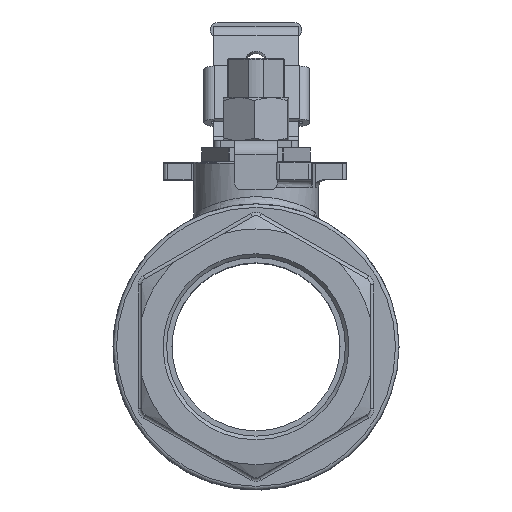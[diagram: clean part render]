
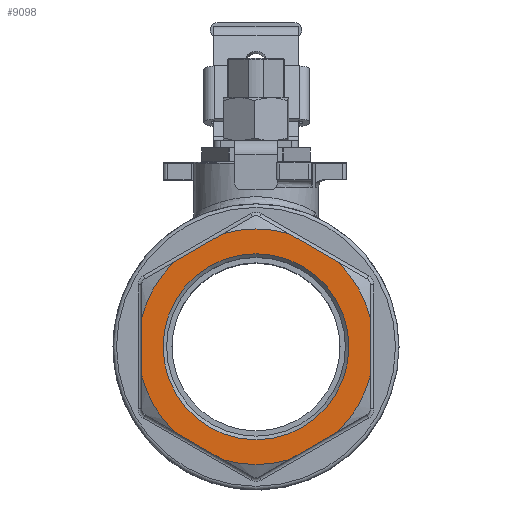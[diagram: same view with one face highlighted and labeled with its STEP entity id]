
A CAD part, top view. The second image highlights one B-rep face of the part: STEP entity #9098.
In plain terms, the highlighted planar face has unit normal (0, 0, 1).
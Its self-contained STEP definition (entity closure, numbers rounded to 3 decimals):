
#273=PLANE('',#9954);
#494=FACE_BOUND('',#1413,.T.);
#892=FACE_OUTER_BOUND('',#1412,.T.);
#1412=EDGE_LOOP('',(#6507,#6508,#6509,#6510,#6511,#6512,#6513,#6514,#6515,
#6516,#6517,#6518));
#1413=EDGE_LOOP('',(#6519));
#2016=CIRCLE('',#9953,26.);
#2017=CIRCLE('',#9955,32.95);
#2018=CIRCLE('',#9956,32.95);
#2019=CIRCLE('',#9957,32.95);
#2020=CIRCLE('',#9958,32.95);
#2021=CIRCLE('',#9959,32.95);
#2022=CIRCLE('',#9960,32.95);
#2287=LINE('',#14617,#3002);
#2290=LINE('',#14642,#3005);
#2293=LINE('',#14667,#3008);
#2303=LINE('',#14716,#3018);
#2304=LINE('',#14720,#3019);
#2305=LINE('',#14723,#3020);
#3002=VECTOR('',#11187,10.);
#3005=VECTOR('',#11194,10.);
#3008=VECTOR('',#11201,10.);
#3018=VECTOR('',#11247,10.);
#3019=VECTOR('',#11250,10.);
#3020=VECTOR('',#11253,10.);
#3870=VERTEX_POINT('',#14612);
#3871=VERTEX_POINT('',#14616);
#3874=VERTEX_POINT('',#14637);
#3875=VERTEX_POINT('',#14641);
#3878=VERTEX_POINT('',#14662);
#3879=VERTEX_POINT('',#14666);
#3894=VERTEX_POINT('',#14705);
#3895=VERTEX_POINT('',#14709);
#3896=VERTEX_POINT('',#14713);
#3897=VERTEX_POINT('',#14715);
#3898=VERTEX_POINT('',#14717);
#3899=VERTEX_POINT('',#14719);
#3900=VERTEX_POINT('',#14721);
#4848=EDGE_CURVE('',#3871,#3870,#2287,.T.);
#4854=EDGE_CURVE('',#3875,#3874,#2290,.T.);
#4860=EDGE_CURVE('',#3879,#3878,#2293,.T.);
#4878=EDGE_CURVE('',#3894,#3894,#2016,.T.);
#4880=EDGE_CURVE('',#3895,#3871,#2017,.T.);
#4881=EDGE_CURVE('',#3870,#3875,#2018,.T.);
#4882=EDGE_CURVE('',#3874,#3879,#2019,.T.);
#4883=EDGE_CURVE('',#3878,#3896,#2020,.T.);
#4884=EDGE_CURVE('',#3896,#3897,#2303,.T.);
#4885=EDGE_CURVE('',#3897,#3898,#2021,.T.);
#4886=EDGE_CURVE('',#3898,#3899,#2304,.T.);
#4887=EDGE_CURVE('',#3899,#3900,#2022,.T.);
#4888=EDGE_CURVE('',#3900,#3895,#2305,.T.);
#6507=ORIENTED_EDGE('',*,*,#4880,.T.);
#6508=ORIENTED_EDGE('',*,*,#4848,.T.);
#6509=ORIENTED_EDGE('',*,*,#4881,.T.);
#6510=ORIENTED_EDGE('',*,*,#4854,.T.);
#6511=ORIENTED_EDGE('',*,*,#4882,.T.);
#6512=ORIENTED_EDGE('',*,*,#4860,.T.);
#6513=ORIENTED_EDGE('',*,*,#4883,.T.);
#6514=ORIENTED_EDGE('',*,*,#4884,.T.);
#6515=ORIENTED_EDGE('',*,*,#4885,.T.);
#6516=ORIENTED_EDGE('',*,*,#4886,.T.);
#6517=ORIENTED_EDGE('',*,*,#4887,.T.);
#6518=ORIENTED_EDGE('',*,*,#4888,.T.);
#6519=ORIENTED_EDGE('',*,*,#4878,.F.);
#9098=ADVANCED_FACE('',(#892,#494),#273,.T.);
#9953=AXIS2_PLACEMENT_3D('',#14706,#11234,#11235);
#9954=AXIS2_PLACEMENT_3D('',#14708,#11237,#11238);
#9955=AXIS2_PLACEMENT_3D('',#14710,#11239,#11240);
#9956=AXIS2_PLACEMENT_3D('',#14711,#11241,#11242);
#9957=AXIS2_PLACEMENT_3D('',#14712,#11243,#11244);
#9958=AXIS2_PLACEMENT_3D('',#14714,#11245,#11246);
#9959=AXIS2_PLACEMENT_3D('',#14718,#11248,#11249);
#9960=AXIS2_PLACEMENT_3D('',#14722,#11251,#11252);
#11187=DIRECTION('',(0.866,0.5,0.));
#11194=DIRECTION('',(0.,1.,0.));
#11201=DIRECTION('',(-0.866,0.5,0.));
#11234=DIRECTION('center_axis',(0.,0.,1.));
#11235=DIRECTION('ref_axis',(-1.,0.,0.));
#11237=DIRECTION('center_axis',(0.,0.,1.));
#11238=DIRECTION('ref_axis',(1.,0.,0.));
#11239=DIRECTION('center_axis',(0.,0.,1.));
#11240=DIRECTION('ref_axis',(0.,1.,0.));
#11241=DIRECTION('center_axis',(0.,0.,1.));
#11242=DIRECTION('ref_axis',(0.,1.,0.));
#11243=DIRECTION('center_axis',(0.,0.,1.));
#11244=DIRECTION('ref_axis',(0.,1.,0.));
#11245=DIRECTION('center_axis',(0.,0.,1.));
#11246=DIRECTION('ref_axis',(0.,1.,0.));
#11247=DIRECTION('',(-0.866,-0.5,0.));
#11248=DIRECTION('center_axis',(0.,0.,1.));
#11249=DIRECTION('ref_axis',(0.,1.,0.));
#11250=DIRECTION('',(0.,-1.,0.));
#11251=DIRECTION('center_axis',(0.,0.,1.));
#11252=DIRECTION('ref_axis',(0.,1.,0.));
#11253=DIRECTION('',(0.866,-0.5,0.));
#14612=CARTESIAN_POINT('',(22.804,-23.784,0.));
#14616=CARTESIAN_POINT('',(9.196,-31.641,0.));
#14617=CARTESIAN_POINT('',(0.,-36.95,0.));
#14637=CARTESIAN_POINT('',(32.,7.857,0.));
#14641=CARTESIAN_POINT('',(32.,-7.857,0.));
#14642=CARTESIAN_POINT('',(32.,-18.475,0.));
#14662=CARTESIAN_POINT('',(9.196,31.641,0.));
#14666=CARTESIAN_POINT('',(22.804,23.784,0.));
#14667=CARTESIAN_POINT('',(32.,18.475,0.));
#14705=CARTESIAN_POINT('',(26.,0.,0.));
#14706=CARTESIAN_POINT('Origin',(0.,0.,0.));
#14708=CARTESIAN_POINT('Origin',(0.,0.,0.));
#14709=CARTESIAN_POINT('',(-9.196,-31.641,0.));
#14710=CARTESIAN_POINT('Origin',(0.,0.,0.));
#14711=CARTESIAN_POINT('Origin',(0.,0.,0.));
#14712=CARTESIAN_POINT('Origin',(0.,0.,0.));
#14713=CARTESIAN_POINT('',(-9.196,31.641,0.));
#14714=CARTESIAN_POINT('Origin',(0.,0.,0.));
#14715=CARTESIAN_POINT('',(-22.804,23.784,0.));
#14716=CARTESIAN_POINT('',(0.,36.95,0.));
#14717=CARTESIAN_POINT('',(-32.,7.857,0.));
#14718=CARTESIAN_POINT('Origin',(0.,0.,0.));
#14719=CARTESIAN_POINT('',(-32.,-7.857,0.));
#14720=CARTESIAN_POINT('',(-32.,18.475,0.));
#14721=CARTESIAN_POINT('',(-22.804,-23.784,0.));
#14722=CARTESIAN_POINT('Origin',(0.,0.,0.));
#14723=CARTESIAN_POINT('',(-32.,-18.475,0.));
